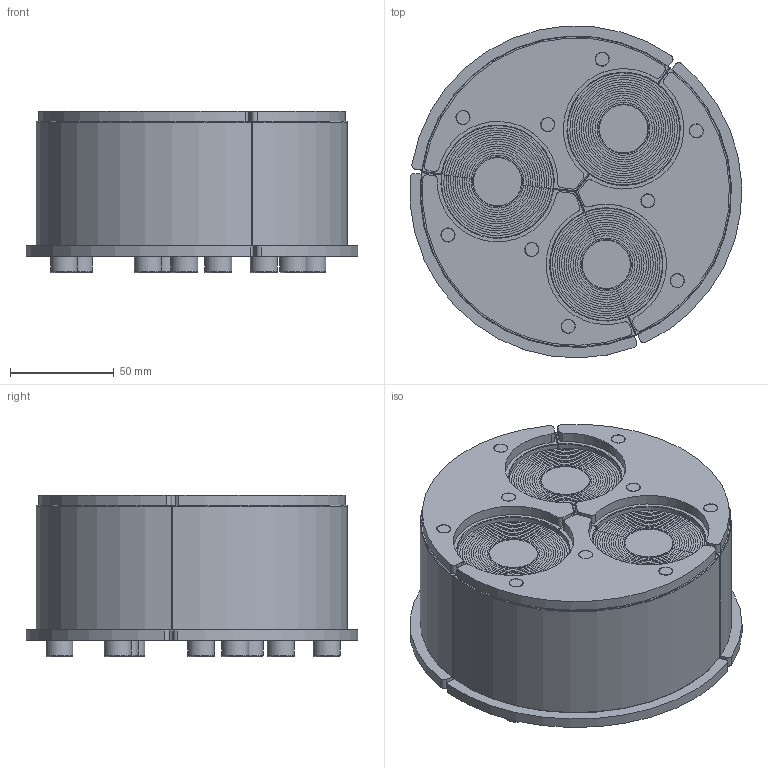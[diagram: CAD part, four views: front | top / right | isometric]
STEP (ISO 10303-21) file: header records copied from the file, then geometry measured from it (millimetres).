
FILE_DESCRIPTION((''),'2;1');
FILE_NAME('H3150UG.stp','2015-11-26T16:05:05',('se-milkar'),(''),'Autodesk Inventor 2013','Autodesk Inventor 2013','');
FILE_SCHEMA(('AUTOMOTIVE_DESIGN { 1 0 10303 214 1 1 1 1 }'));
Length unit declared in the file: millimetre
Products named in the file (9): 100-052536; 100-052538; 100-052540; 100-052543; 100-052539; 100-005204; 100-052537; 100-002351; 100-052649
Assembly tree (25 placements, depth 4):
  100-052536
    100-052538  x3
      100-052540
        100-052543
      100-052539
    100-005204  x3
    100-052537  x3
    100-002351  x9
    100-052649  x3
Bounding box: 159.68 x 159.83 x 78 mm (x, y, z)
Volume: 1151088.1 mm3; surface area: 771753.4 mm2
Topology: 105 solids, 105 shells, 924 faces, 1977 edges, 1230 vertices
Faces by surface type: plane 477, cylinder 330, torus 54, sphere 42, cone 18, bspline 3
Full cylindrical faces by diameter (mm): 6.8 x9, 7 x9, 8 x9, 8.5 x9, 13 x9, 24 x3
Entity records: 5690 total; most frequent: DIRECTION 1022, CARTESIAN_POINT 903, ORIENTED_EDGE 778, AXIS2_PLACEMENT_3D 412, EDGE_CURVE 389, VERTEX_POINT 257, EDGE_LOOP 238, VECTOR 198
